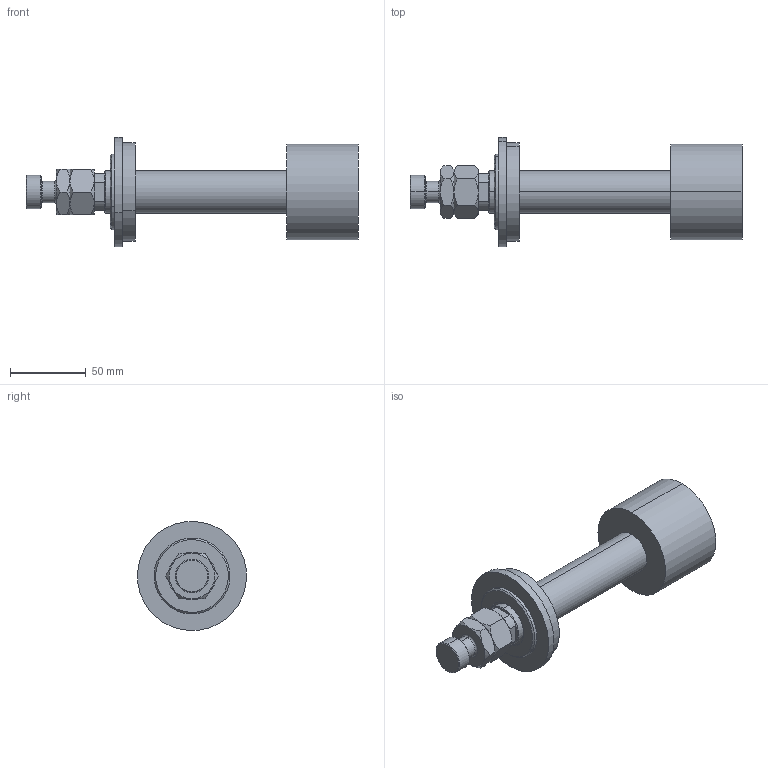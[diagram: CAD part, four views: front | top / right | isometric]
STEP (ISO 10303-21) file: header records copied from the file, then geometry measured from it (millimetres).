
FILE_DESCRIPTION (( 'STEP AP203' ), '1' );
FILE_NAME ('c5b8.STEP', '2024-02-12T20:52:45', ( '' ), ( '' ), 'SwSTEP 2.0', 'SolidWorks 2019', '' );
FILE_SCHEMA (( 'CONFIG_CONTROL_DESIGN' ));
Length unit declared in the file: millimetre
Products named in the file (5): c5b8; V450CM_C_Body 847ebd168b814231bcdc1c3d78347aa1; V450CM_VC_B 847ebd168b814231bcdc1c3d78347aa1; V450CM_C_VCP 847ebd168b814231bcdc1c3d78347aa1; MFA 847ebd168b814231bcdc1c3d78347aa1
Assembly tree (4 placements, depth 2):
  c5b8
    V450CM_C_Body 847ebd168b814231bcdc1c3d78347aa1
    V450CM_C_VCP 847ebd168b814231bcdc1c3d78347aa1
    V450CM_VC_B 847ebd168b814231bcdc1c3d78347aa1
    MFA 847ebd168b814231bcdc1c3d78347aa1
Bounding box: 219 x 71.93 x 71.93 mm (x, y, z)
Volume: 285430.4 mm3; surface area: 45341.6 mm2
Topology: 3 solids, 3 shells, 100 faces, 210 edges, 121 vertices
Faces by surface type: cone 40, plane 32, cylinder 24, torus 4
Entity records: 45519 total; most frequent: CARTESIAN_POINT 25588, ORIENTED_EDGE 4612, DIRECTION 2738, EDGE_CURVE 2306, VERTEX_POINT 1519, LINE 1320, VECTOR 1320, EDGE_LOOP 1041
